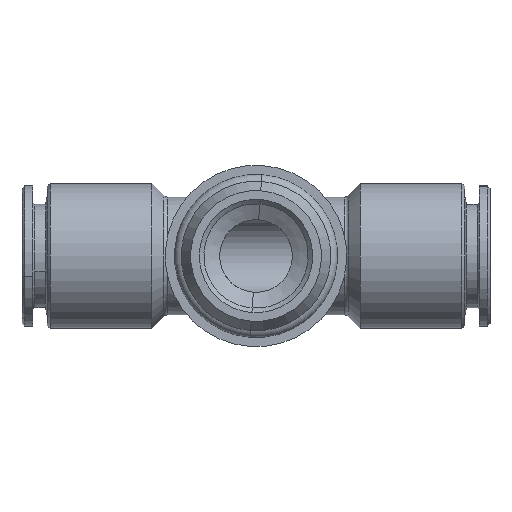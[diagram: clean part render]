
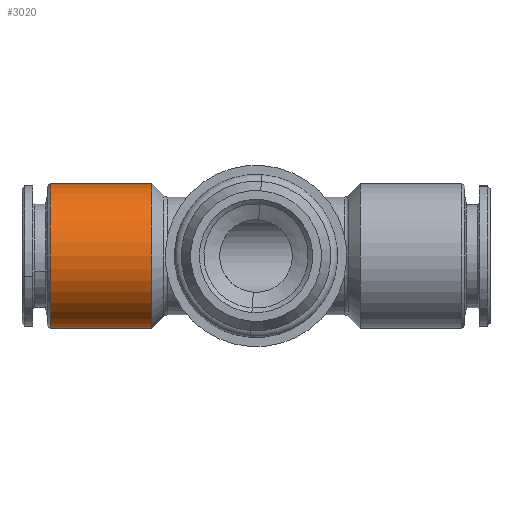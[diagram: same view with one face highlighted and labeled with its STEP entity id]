
A CAD part, front view. The second image highlights one B-rep face of the part: STEP entity #3020.
In plain terms, the highlighted cylindrical face has radius 8 mm (diameter 16 mm), a partial arc.
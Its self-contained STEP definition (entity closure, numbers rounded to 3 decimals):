
#1934 = CARTESIAN_POINT ( 'NONE',  ( -22.7, 0., -8. ) ) ;
#2047 = AXIS2_PLACEMENT_3D ( 'NONE', #2079, #2067, #2060 ) ;
#2060 = DIRECTION ( 'NONE',  ( 0., 0., 1. ) ) ;
#2067 = DIRECTION ( 'NONE',  ( -1., 0., 0. ) ) ;
#2075 = CIRCLE ( 'NONE', #2047, 8. ) ;
#2079 = CARTESIAN_POINT ( 'NONE',  ( -22.7, 0., 0. ) ) ;
#2098 = AXIS2_PLACEMENT_3D ( 'NONE', #2104, #2120, #2119 ) ;
#2104 = CARTESIAN_POINT ( 'NONE',  ( 0., 0., 0. ) ) ;
#2118 = CYLINDRICAL_SURFACE ( 'NONE', #2098, 8. ) ;
#2119 = DIRECTION ( 'NONE',  ( 0., 0., 1. ) ) ;
#2120 = DIRECTION ( 'NONE',  ( 1., 0., 0. ) ) ;
#2121 = FACE_OUTER_BOUND ( 'NONE', #3017, .T. ) ;
#2242 = CARTESIAN_POINT ( 'NONE',  ( -22.7, 0., 8. ) ) ;
#2770 = CARTESIAN_POINT ( 'NONE',  ( -11.5, 0., -8. ) ) ;
#2786 = DIRECTION ( 'NONE',  ( 1., 0., 0. ) ) ;
#2787 = VECTOR ( 'NONE', #2786, 1000. ) ;
#2789 = CARTESIAN_POINT ( 'NONE',  ( 0., 0., 8. ) ) ;
#2793 = DIRECTION ( 'NONE',  ( 1., 0., 0. ) ) ;
#2812 = LINE ( 'NONE', #2789, #2787 ) ;
#2815 = VECTOR ( 'NONE', #2793, 1000. ) ;
#2816 = CARTESIAN_POINT ( 'NONE',  ( 0., 0., -8. ) ) ;
#2817 = LINE ( 'NONE', #2816, #2815 ) ;
#2833 = CARTESIAN_POINT ( 'NONE',  ( -11.5, 0., 8. ) ) ;
#2836 = DIRECTION ( 'NONE',  ( 0., 0., 1. ) ) ;
#2837 = DIRECTION ( 'NONE',  ( -1., 0., 0. ) ) ;
#2838 = CARTESIAN_POINT ( 'NONE',  ( -11.5, 0., 0. ) ) ;
#2849 = AXIS2_PLACEMENT_3D ( 'NONE', #2838, #2837, #2836 ) ;
#2850 = CIRCLE ( 'NONE', #2849, 8. ) ;
#3013 = VERTEX_POINT ( 'NONE', #1934 ) ;
#3015 = EDGE_CURVE ( 'NONE', #3013, #3046, #2075, .T. ) ;
#3017 = EDGE_LOOP ( 'NONE', ( #3038, #3039, #3202, #3224 ) ) ;
#3020 = ADVANCED_FACE ( 'NONE', ( #2121 ), #2118, .T. ) ;
#3038 = ORIENTED_EDGE ( 'NONE', *, *, #3015, .F. ) ;
#3039 = ORIENTED_EDGE ( 'NONE', *, *, #3201, .T. ) ;
#3046 = VERTEX_POINT ( 'NONE', #2242 ) ;
#3198 = VERTEX_POINT ( 'NONE', #2770 ) ;
#3201 = EDGE_CURVE ( 'NONE', #3013, #3198, #2817, .T. ) ;
#3202 = ORIENTED_EDGE ( 'NONE', *, *, #3212, .T. ) ;
#3203 = EDGE_CURVE ( 'NONE', #3046, #3211, #2812, .T. ) ;
#3211 = VERTEX_POINT ( 'NONE', #2833 ) ;
#3212 = EDGE_CURVE ( 'NONE', #3198, #3211, #2850, .T. ) ;
#3224 = ORIENTED_EDGE ( 'NONE', *, *, #3203, .F. ) ;
